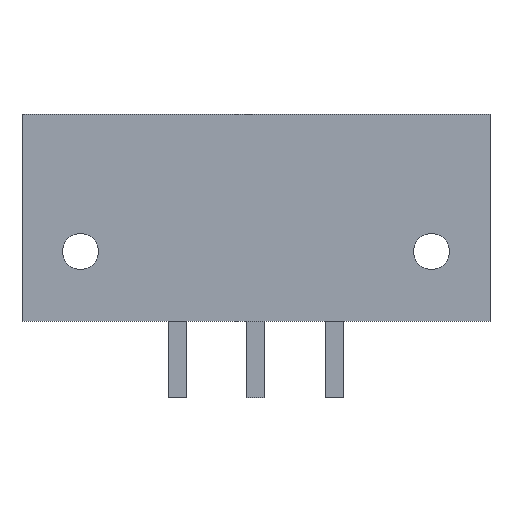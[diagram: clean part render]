
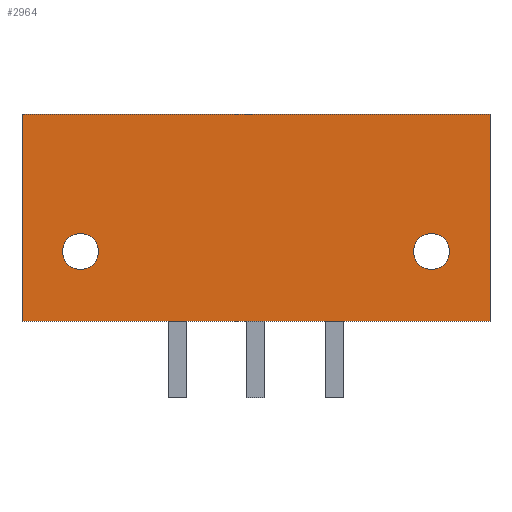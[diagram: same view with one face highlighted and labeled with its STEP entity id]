
A CAD part, front view. The second image highlights one B-rep face of the part: STEP entity #2964.
In plain terms, the highlighted planar face has unit normal (0, -1, 0).
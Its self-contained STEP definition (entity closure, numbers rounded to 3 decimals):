
#1879=CARTESIAN_POINT('',(8.6,-3.0,3.1));
#1880=VERTEX_POINT('',#1879);
#1896=CARTESIAN_POINT('',(7.0,-3.0,3.1));
#1897=VERTEX_POINT('',#1896);
#1904=CARTESIAN_POINT('',(7.8,-3.0,3.1));
#1905=DIRECTION('',(0.0,-1.0,0.0));
#1906=DIRECTION('',(-1.0,0.0,0.0));
#1907=AXIS2_PLACEMENT_3D('',#1904,#1905,#1906);
#1908=CIRCLE('',#1907,0.8);
#1909=EDGE_CURVE('',#1897,#1880,#1908,.T.);
#1921=CARTESIAN_POINT('',(-7.0,-3.0,3.1));
#1922=VERTEX_POINT('',#1921);
#1938=CARTESIAN_POINT('',(-8.6,-3.0,3.1));
#1939=VERTEX_POINT('',#1938);
#1946=CARTESIAN_POINT('',(-7.8,-3.0,3.1));
#1947=DIRECTION('',(0.0,-1.0,0.0));
#1948=DIRECTION('',(-1.0,0.0,0.0));
#1949=AXIS2_PLACEMENT_3D('',#1946,#1947,#1948);
#1950=CIRCLE('',#1949,0.8);
#1951=EDGE_CURVE('',#1939,#1922,#1950,.T.);
#2125=CARTESIAN_POINT('',(-10.4,-3.0,9.2));
#2126=VERTEX_POINT('',#2125);
#2127=CARTESIAN_POINT('',(10.4,-3.0,9.2));
#2128=VERTEX_POINT('',#2127);
#2129=CARTESIAN_POINT('',(-10.4,-3.0,9.2));
#2130=DIRECTION('',(1.0,0.0,0.0));
#2131=VECTOR('',#2130,20.8);
#2132=LINE('',#2129,#2131);
#2133=EDGE_CURVE('',#2126,#2128,#2132,.T.);
#2514=CARTESIAN_POINT('',(-10.4,-3.0,0.0));
#2515=VERTEX_POINT('',#2514);
#2522=CARTESIAN_POINT('',(-10.4,-3.0,9.2));
#2523=DIRECTION('',(0.0,0.0,-1.0));
#2524=VECTOR('',#2523,9.2);
#2525=LINE('',#2522,#2524);
#2526=EDGE_CURVE('',#2126,#2515,#2525,.T.);
#2874=CARTESIAN_POINT('',(10.4,-3.0,0.0));
#2875=VERTEX_POINT('',#2874);
#2876=CARTESIAN_POINT('',(10.4,-3.0,9.2));
#2877=DIRECTION('',(0.0,0.0,-1.0));
#2878=VECTOR('',#2877,9.2);
#2879=LINE('',#2876,#2878);
#2880=EDGE_CURVE('',#2128,#2875,#2879,.T.);
#2923=CARTESIAN_POINT('',(-10.4,-3.0,0.0));
#2924=DIRECTION('',(1.0,0.0,0.0));
#2925=VECTOR('',#2924,20.8);
#2926=LINE('',#2923,#2925);
#2927=EDGE_CURVE('',#2515,#2875,#2926,.T.);
#2933=CARTESIAN_POINT('',(-11.44,-3.0,-0.46));
#2934=DIRECTION('',(0.0,-1.0,0.0));
#2935=DIRECTION('',(0.0,0.0,-1.0));
#2936=AXIS2_PLACEMENT_3D('',#2933,#2934,#2935);
#2937=PLANE('',#2936);
#2938=ORIENTED_EDGE('',*,*,#2526,.T.);
#2939=ORIENTED_EDGE('',*,*,#2927,.T.);
#2940=ORIENTED_EDGE('',*,*,#2880,.F.);
#2941=ORIENTED_EDGE('',*,*,#2133,.F.);
#2942=EDGE_LOOP('',(#2938,#2939,#2940,#2941));
#2943=FACE_OUTER_BOUND('',#2942,.T.);
#2944=CARTESIAN_POINT('',(-7.8,-3.0,3.1));
#2945=DIRECTION('',(0.0,-1.0,0.0));
#2946=DIRECTION('',(-1.0,0.0,0.0));
#2947=AXIS2_PLACEMENT_3D('',#2944,#2945,#2946);
#2948=CIRCLE('',#2947,0.8);
#2949=EDGE_CURVE('',#1922,#1939,#2948,.T.);
#2950=ORIENTED_EDGE('',*,*,#2949,.F.);
#2951=ORIENTED_EDGE('',*,*,#1951,.F.);
#2952=EDGE_LOOP('',(#2950,#2951));
#2953=FACE_BOUND('',#2952,.T.);
#2954=CARTESIAN_POINT('',(7.8,-3.0,3.1));
#2955=DIRECTION('',(0.0,-1.0,0.0));
#2956=DIRECTION('',(-1.0,0.0,0.0));
#2957=AXIS2_PLACEMENT_3D('',#2954,#2955,#2956);
#2958=CIRCLE('',#2957,0.8);
#2959=EDGE_CURVE('',#1880,#1897,#2958,.T.);
#2960=ORIENTED_EDGE('',*,*,#2959,.F.);
#2961=ORIENTED_EDGE('',*,*,#1909,.F.);
#2962=EDGE_LOOP('',(#2960,#2961));
#2963=FACE_BOUND('',#2962,.T.);
#2964=ADVANCED_FACE('',(#2943,#2953,#2963),#2937,.T.);
